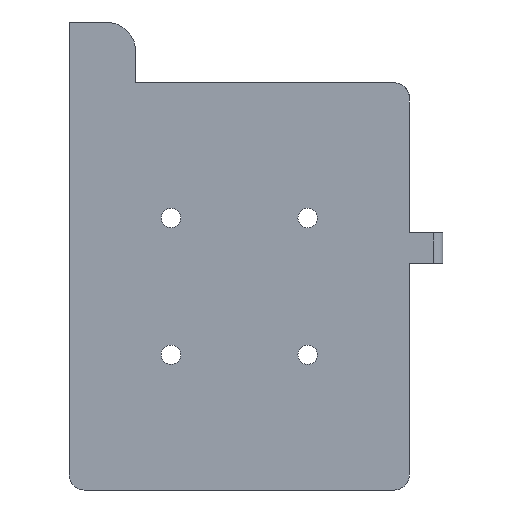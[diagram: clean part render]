
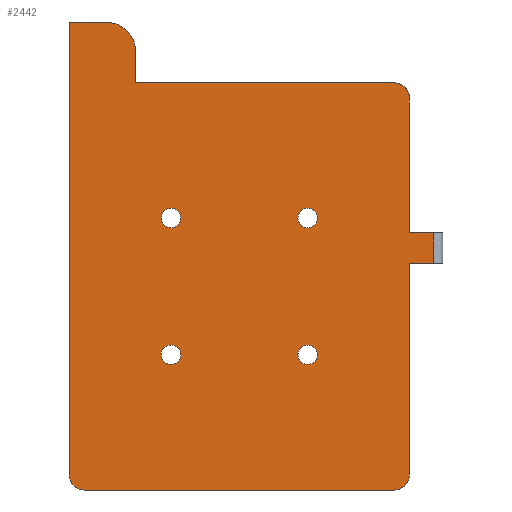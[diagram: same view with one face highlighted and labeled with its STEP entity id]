
A CAD part, front view. The second image highlights one B-rep face of the part: STEP entity #2442.
In plain terms, the highlighted planar face has unit normal (0, -1, 0).
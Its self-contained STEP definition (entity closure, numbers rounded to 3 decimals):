
#34=FACE_BOUND('',#447,.T.);
#35=FACE_BOUND('',#448,.T.);
#36=FACE_BOUND('',#449,.T.);
#37=FACE_BOUND('',#450,.T.);
#157=CIRCLE('',#2606,5.);
#175=CIRCLE('',#2643,2.5);
#176=CIRCLE('',#2644,2.5);
#177=CIRCLE('',#2645,2.5);
#178=CIRCLE('',#2646,1.6);
#179=CIRCLE('',#2647,1.6);
#180=CIRCLE('',#2648,1.6);
#181=CIRCLE('',#2649,1.6);
#292=FACE_OUTER_BOUND('',#446,.T.);
#446=EDGE_LOOP('',(#1812,#1813,#1814,#1815,#1816,#1817,#1818,#1819,#1820,
#1821,#1822,#1823,#1824,#1825));
#447=EDGE_LOOP('',(#1826));
#448=EDGE_LOOP('',(#1827));
#449=EDGE_LOOP('',(#1828));
#450=EDGE_LOOP('',(#1829));
#628=LINE('',#3944,#849);
#632=LINE('',#3951,#853);
#633=LINE('',#3954,#854);
#651=LINE('',#4005,#872);
#656=LINE('',#4022,#877);
#657=LINE('',#4027,#878);
#658=LINE('',#4031,#879);
#659=LINE('',#4032,#880);
#660=LINE('',#4034,#881);
#661=LINE('',#4037,#882);
#849=VECTOR('',#2993,10.);
#853=VECTOR('',#3001,10.);
#854=VECTOR('',#3004,10.);
#872=VECTOR('',#3052,10.);
#877=VECTOR('',#3067,10.);
#878=VECTOR('',#3072,10.);
#879=VECTOR('',#3075,10.);
#880=VECTOR('',#3076,10.);
#881=VECTOR('',#3077,10.);
#882=VECTOR('',#3080,10.);
#1078=VERTEX_POINT('',#3900);
#1079=VERTEX_POINT('',#3901);
#1091=VERTEX_POINT('',#3941);
#1092=VERTEX_POINT('',#3943);
#1094=VERTEX_POINT('',#3953);
#1111=VERTEX_POINT('',#4002);
#1112=VERTEX_POINT('',#4004);
#1118=VERTEX_POINT('',#4018);
#1120=VERTEX_POINT('',#4024);
#1121=VERTEX_POINT('',#4026);
#1122=VERTEX_POINT('',#4028);
#1123=VERTEX_POINT('',#4030);
#1124=VERTEX_POINT('',#4033);
#1125=VERTEX_POINT('',#4035);
#1126=VERTEX_POINT('',#4038);
#1127=VERTEX_POINT('',#4040);
#1128=VERTEX_POINT('',#4042);
#1129=VERTEX_POINT('',#4044);
#1321=EDGE_CURVE('',#1078,#1079,#157,.T.);
#1343=EDGE_CURVE('',#1091,#1092,#628,.T.);
#1347=EDGE_CURVE('',#1078,#1092,#632,.T.);
#1348=EDGE_CURVE('',#1094,#1079,#633,.T.);
#1374=EDGE_CURVE('',#1111,#1112,#651,.T.);
#1383=EDGE_CURVE('',#1112,#1118,#656,.T.);
#1384=EDGE_CURVE('',#1120,#1091,#175,.T.);
#1385=EDGE_CURVE('',#1121,#1120,#657,.T.);
#1386=EDGE_CURVE('',#1122,#1121,#176,.T.);
#1387=EDGE_CURVE('',#1123,#1122,#658,.T.);
#1388=EDGE_CURVE('',#1123,#1118,#659,.T.);
#1389=EDGE_CURVE('',#1124,#1111,#660,.T.);
#1390=EDGE_CURVE('',#1125,#1124,#177,.T.);
#1391=EDGE_CURVE('',#1094,#1125,#661,.T.);
#1392=EDGE_CURVE('',#1126,#1126,#178,.T.);
#1393=EDGE_CURVE('',#1127,#1127,#179,.T.);
#1394=EDGE_CURVE('',#1128,#1128,#180,.T.);
#1395=EDGE_CURVE('',#1129,#1129,#181,.T.);
#1812=ORIENTED_EDGE('',*,*,#1321,.F.);
#1813=ORIENTED_EDGE('',*,*,#1347,.T.);
#1814=ORIENTED_EDGE('',*,*,#1343,.F.);
#1815=ORIENTED_EDGE('',*,*,#1384,.F.);
#1816=ORIENTED_EDGE('',*,*,#1385,.F.);
#1817=ORIENTED_EDGE('',*,*,#1386,.F.);
#1818=ORIENTED_EDGE('',*,*,#1387,.F.);
#1819=ORIENTED_EDGE('',*,*,#1388,.T.);
#1820=ORIENTED_EDGE('',*,*,#1383,.F.);
#1821=ORIENTED_EDGE('',*,*,#1374,.F.);
#1822=ORIENTED_EDGE('',*,*,#1389,.F.);
#1823=ORIENTED_EDGE('',*,*,#1390,.F.);
#1824=ORIENTED_EDGE('',*,*,#1391,.F.);
#1825=ORIENTED_EDGE('',*,*,#1348,.T.);
#1826=ORIENTED_EDGE('',*,*,#1392,.F.);
#1827=ORIENTED_EDGE('',*,*,#1393,.F.);
#1828=ORIENTED_EDGE('',*,*,#1394,.F.);
#1829=ORIENTED_EDGE('',*,*,#1395,.F.);
#2348=PLANE('',#2642);
#2442=ADVANCED_FACE('',(#292,#34,#35,#36,#37),#2348,.F.);
#2606=AXIS2_PLACEMENT_3D('',#3902,#2951,#2952);
#2642=AXIS2_PLACEMENT_3D('',#4023,#3068,#3069);
#2643=AXIS2_PLACEMENT_3D('',#4025,#3070,#3071);
#2644=AXIS2_PLACEMENT_3D('',#4029,#3073,#3074);
#2645=AXIS2_PLACEMENT_3D('',#4036,#3078,#3079);
#2646=AXIS2_PLACEMENT_3D('',#4039,#3081,#3082);
#2647=AXIS2_PLACEMENT_3D('',#4041,#3083,#3084);
#2648=AXIS2_PLACEMENT_3D('',#4043,#3085,#3086);
#2649=AXIS2_PLACEMENT_3D('',#4045,#3087,#3088);
#2951=DIRECTION('center_axis',(0.,1.,0.));
#2952=DIRECTION('ref_axis',(0.707,0.,0.707));
#2993=DIRECTION('',(0.,0.,1.));
#3001=DIRECTION('',(-1.,0.,0.));
#3004=DIRECTION('',(0.,0.,1.));
#3052=DIRECTION('',(1.,0.,0.));
#3067=DIRECTION('',(0.,0.,-1.));
#3068=DIRECTION('center_axis',(0.,1.,0.));
#3069=DIRECTION('ref_axis',(1.,0.,0.));
#3070=DIRECTION('center_axis',(0.,1.,0.));
#3071=DIRECTION('ref_axis',(-0.707,0.,-0.707));
#3072=DIRECTION('',(-1.,0.,0.));
#3073=DIRECTION('center_axis',(0.,1.,0.));
#3074=DIRECTION('ref_axis',(0.707,0.,-0.707));
#3075=DIRECTION('',(0.,0.,-1.));
#3076=DIRECTION('',(1.,0.,0.));
#3077=DIRECTION('',(0.,0.,-1.));
#3078=DIRECTION('center_axis',(0.,1.,0.));
#3079=DIRECTION('ref_axis',(0.707,0.,0.707));
#3080=DIRECTION('',(1.,0.,0.));
#3081=DIRECTION('center_axis',(0.,-1.,0.));
#3082=DIRECTION('ref_axis',(1.,0.,0.));
#3083=DIRECTION('center_axis',(0.,-1.,0.));
#3084=DIRECTION('ref_axis',(1.,0.,0.));
#3085=DIRECTION('center_axis',(0.,-1.,0.));
#3086=DIRECTION('ref_axis',(1.,0.,0.));
#3087=DIRECTION('center_axis',(0.,-1.,0.));
#3088=DIRECTION('ref_axis',(1.,0.,0.));
#3900=CARTESIAN_POINT('',(-22.,0.,43.5));
#3901=CARTESIAN_POINT('',(-17.,0.,38.5));
#3902=CARTESIAN_POINT('Origin',(-22.,0.,38.5));
#3941=CARTESIAN_POINT('',(-28.,0.,-31.));
#3943=CARTESIAN_POINT('',(-28.,0.,43.5));
#3944=CARTESIAN_POINT('',(-28.,0.,-33.5));
#3951=CARTESIAN_POINT('',(-17.,0.,43.5));
#3953=CARTESIAN_POINT('',(-17.,0.,33.5));
#3954=CARTESIAN_POINT('',(-17.,0.,33.5));
#4002=CARTESIAN_POINT('',(28.,0.,8.8));
#4004=CARTESIAN_POINT('',(32.,0.,8.8));
#4005=CARTESIAN_POINT('',(17.,0.,8.8));
#4018=CARTESIAN_POINT('',(32.,0.,3.8));
#4022=CARTESIAN_POINT('',(32.,0.,3.15));
#4023=CARTESIAN_POINT('Origin',(-22.5,0.,0.));
#4024=CARTESIAN_POINT('',(-25.5,0.,-33.5));
#4025=CARTESIAN_POINT('Origin',(-25.5,0.,-31.));
#4026=CARTESIAN_POINT('',(25.5,0.,-33.5));
#4027=CARTESIAN_POINT('',(28.,0.,-33.5));
#4028=CARTESIAN_POINT('',(28.,0.,-31.));
#4029=CARTESIAN_POINT('Origin',(25.5,0.,-31.));
#4030=CARTESIAN_POINT('',(28.,0.,3.8));
#4031=CARTESIAN_POINT('',(28.,0.,33.5));
#4032=CARTESIAN_POINT('',(17.,0.,3.8));
#4033=CARTESIAN_POINT('',(28.,0.,31.));
#4034=CARTESIAN_POINT('',(28.,0.,33.5));
#4035=CARTESIAN_POINT('',(25.5,0.,33.5));
#4036=CARTESIAN_POINT('Origin',(25.5,0.,31.));
#4037=CARTESIAN_POINT('',(-28.,0.,33.5));
#4038=CARTESIAN_POINT('',(9.65,0.,11.25));
#4039=CARTESIAN_POINT('Origin',(11.25,0.,11.25));
#4040=CARTESIAN_POINT('',(-12.85,0.,11.25));
#4041=CARTESIAN_POINT('Origin',(-11.25,0.,11.25));
#4042=CARTESIAN_POINT('',(-12.85,0.,-11.25));
#4043=CARTESIAN_POINT('Origin',(-11.25,0.,-11.25));
#4044=CARTESIAN_POINT('',(9.65,0.,-11.25));
#4045=CARTESIAN_POINT('Origin',(11.25,0.,-11.25));
